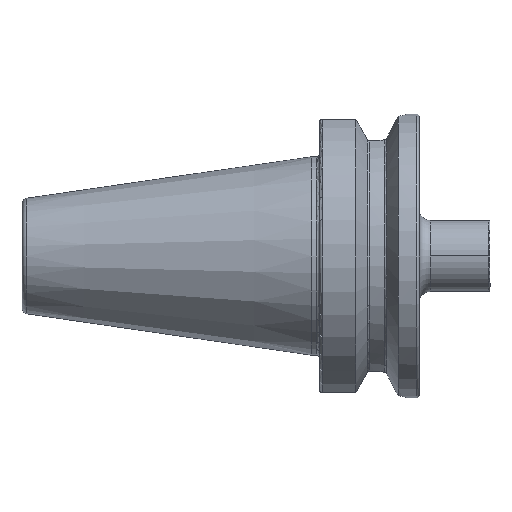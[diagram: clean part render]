
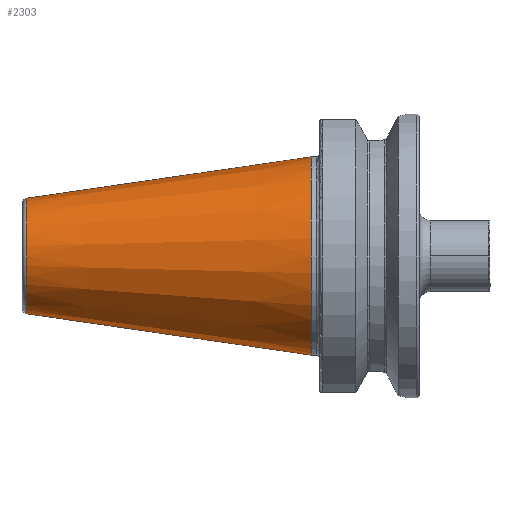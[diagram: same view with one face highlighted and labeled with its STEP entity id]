
A CAD part, front view. The second image highlights one B-rep face of the part: STEP entity #2303.
In plain terms, the highlighted conical face has half-angle 8.297 degrees and reference radius 34.925 mm.
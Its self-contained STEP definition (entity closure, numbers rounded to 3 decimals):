
#1 = DIRECTION ( 'NONE',  ( 0.99, 0., -0.144 ) ) ;
#162 = CARTESIAN_POINT ( 'NONE',  ( -100.089, 0., 0. ) ) ;
#183 = DIRECTION ( 'NONE',  ( 0., 0., -1. ) ) ;
#294 = FACE_OUTER_BOUND ( 'NONE', #2936, .T. ) ;
#326 = EDGE_CURVE ( 'NONE', #1582, #4313, #1937, .T. ) ;
#342 = LINE ( 'NONE', #364, #4447 ) ;
#364 = CARTESIAN_POINT ( 'NONE',  ( 0., 0., -34.925 ) ) ;
#436 = VERTEX_POINT ( 'NONE', #538 ) ;
#489 = CARTESIAN_POINT ( 'NONE',  ( -100.089, 0., -20.329 ) ) ;
#498 = DIRECTION ( 'NONE',  ( 0., 0., 1. ) ) ;
#538 = CARTESIAN_POINT ( 'NONE',  ( 0., 0., -34.925 ) ) ;
#556 = DIRECTION ( 'NONE',  ( -1., 0., 0. ) ) ;
#599 = EDGE_CURVE ( 'NONE', #1582, #436, #342, .T. ) ;
#960 = EDGE_CURVE ( 'NONE', #4313, #2838, #4845, .T. ) ;
#1476 = DIRECTION ( 'NONE',  ( -1., 0., 0. ) ) ;
#1524 = ORIENTED_EDGE ( 'NONE', *, *, #5068, .T. ) ;
#1582 = VERTEX_POINT ( 'NONE', #489 ) ;
#1651 = ORIENTED_EDGE ( 'NONE', *, *, #960, .F. ) ;
#1723 = VECTOR ( 'NONE', #2509, 1000. ) ;
#1937 = CIRCLE ( 'NONE', #3573, 20.329 ) ;
#2243 = CARTESIAN_POINT ( 'NONE',  ( 0., 0., 0. ) ) ;
#2303 = ADVANCED_FACE ( 'NONE', ( #294 ), #3167, .T. ) ;
#2461 = CARTESIAN_POINT ( 'NONE',  ( 0., 0., 34.925 ) ) ;
#2509 = DIRECTION ( 'NONE',  ( 0.99, 0., 0.144 ) ) ;
#2520 = CARTESIAN_POINT ( 'NONE',  ( 0., 0., 34.925 ) ) ;
#2644 = ORIENTED_EDGE ( 'NONE', *, *, #599, .T. ) ;
#2805 = AXIS2_PLACEMENT_3D ( 'NONE', #2243, #4550, #183 ) ;
#2838 = VERTEX_POINT ( 'NONE', #2461 ) ;
#2861 = CARTESIAN_POINT ( 'NONE',  ( -100.089, 0., 20.329 ) ) ;
#2936 = EDGE_LOOP ( 'NONE', ( #1651, #3667, #2644, #1524 ) ) ;
#3167 = CONICAL_SURFACE ( 'NONE', #2805, 34.925, 0.145 ) ;
#3573 = AXIS2_PLACEMENT_3D ( 'NONE', #162, #556, #498 ) ;
#3667 = ORIENTED_EDGE ( 'NONE', *, *, #326, .F. ) ;
#3704 = AXIS2_PLACEMENT_3D ( 'NONE', #3866, #1476, #4246 ) ;
#3866 = CARTESIAN_POINT ( 'NONE',  ( 0., 0., 0. ) ) ;
#4246 = DIRECTION ( 'NONE',  ( 0., 0., 1. ) ) ;
#4313 = VERTEX_POINT ( 'NONE', #2861 ) ;
#4447 = VECTOR ( 'NONE', #1, 1000. ) ;
#4550 = DIRECTION ( 'NONE',  ( 1., 0., 0. ) ) ;
#4782 = CIRCLE ( 'NONE', #3704, 34.925 ) ;
#4845 = LINE ( 'NONE', #2520, #1723 ) ;
#5068 = EDGE_CURVE ( 'NONE', #436, #2838, #4782, .T. ) ;
